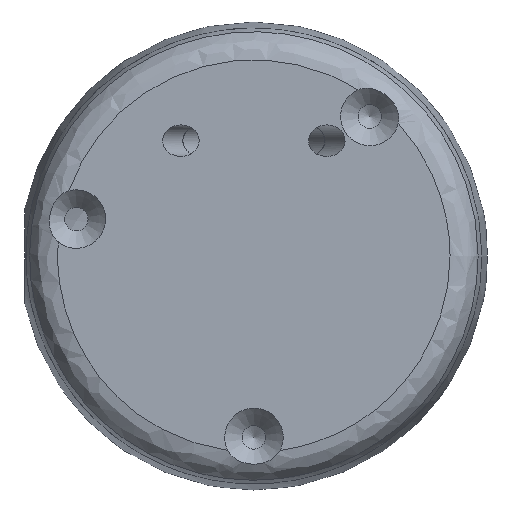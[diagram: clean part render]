
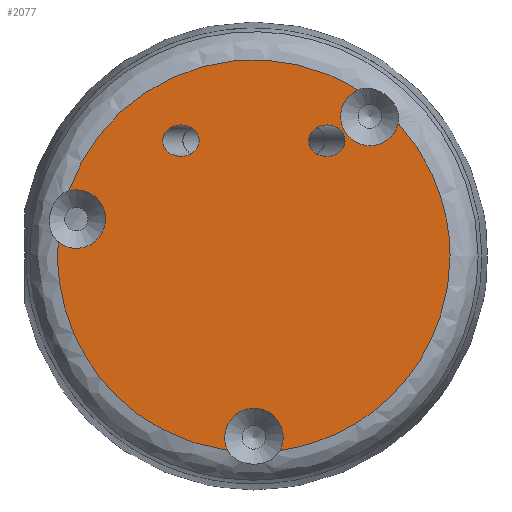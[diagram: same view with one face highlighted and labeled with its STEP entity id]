
A CAD part, front view. The second image highlights one B-rep face of the part: STEP entity #2077.
In plain terms, the highlighted planar face has unit normal (0, -1, 0).
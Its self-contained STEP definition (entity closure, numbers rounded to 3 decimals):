
#35=FACE_BOUND('',#351,.T.);
#36=FACE_BOUND('',#352,.T.);
#55=PLANE('',#2208);
#105=CIRCLE('',#2202,2.5);
#108=CIRCLE('',#2205,2.5);
#110=CIRCLE('',#2209,2.5);
#111=CIRCLE('',#2210,2.5);
#112=CIRCLE('',#2211,2.5);
#157=B_SPLINE_CURVE_WITH_KNOTS('',3,(#3029,#3030,#3031,#3032,#3033,#3034,
#3035,#3036),.UNSPECIFIED.,.F.,.F.,(4,1,1,1,1,4),(-12.093,-11.38,
-10.668,-10.312,-9.599,-9.487),
 .UNSPECIFIED.);
#158=B_SPLINE_CURVE_WITH_KNOTS('',3,(#3038,#3039,#3040,#3041,#3042),
 .UNSPECIFIED.,.F.,.F.,(4,1,4),(-2.04,-1.404,-0.692),
 .UNSPECIFIED.);
#159=B_SPLINE_CURVE_WITH_KNOTS('',3,(#3046,#3047,#3048,#3049,#3050,#3051,
#3052,#3053),.UNSPECIFIED.,.F.,.F.,(4,1,1,1,1,4),(-5.777,-5.324,
-4.967,-3.542,-3.186,-2.527),
 .UNSPECIFIED.);
#160=B_SPLINE_CURVE_WITH_KNOTS('',3,(#3058,#3059,#3060,#3061,#3062,#3063,
#3064,#3065),.UNSPECIFIED.,.F.,.F.,(4,1,1,1,1,4),(-9.001,-8.174,
-7.818,-7.461,-6.392,-6.262),
 .UNSPECIFIED.);
#235=FACE_OUTER_BOUND('',#350,.T.);
#350=EDGE_LOOP('',(#1407,#1408,#1409,#1410,#1411,#1412,#1413,#1414,#1415));
#351=EDGE_LOOP('',(#1416,#1417));
#352=EDGE_LOOP('',(#1418,#1419));
#793=ELLIPSE('',#2192,1.559,1.35);
#794=ELLIPSE('',#2193,1.559,1.35);
#797=ELLIPSE('',#2197,1.559,1.35);
#798=ELLIPSE('',#2198,1.559,1.35);
#846=VERTEX_POINT('',#2963);
#847=VERTEX_POINT('',#2964);
#850=VERTEX_POINT('',#2973);
#851=VERTEX_POINT('',#2974);
#854=VERTEX_POINT('',#2983);
#855=VERTEX_POINT('',#2984);
#856=VERTEX_POINT('',#3015);
#860=VERTEX_POINT('',#3028);
#861=VERTEX_POINT('',#3037);
#862=VERTEX_POINT('',#3043);
#863=VERTEX_POINT('',#3045);
#864=VERTEX_POINT('',#3054);
#865=VERTEX_POINT('',#3056);
#1057=EDGE_CURVE('',#846,#847,#793,.T.);
#1058=EDGE_CURVE('',#847,#846,#794,.T.);
#1062=EDGE_CURVE('',#850,#851,#797,.T.);
#1063=EDGE_CURVE('',#851,#850,#798,.T.);
#1068=EDGE_CURVE('',#856,#854,#105,.T.);
#1072=EDGE_CURVE('',#855,#856,#108,.T.);
#1075=EDGE_CURVE('',#860,#854,#157,.T.);
#1076=EDGE_CURVE('',#861,#860,#158,.T.);
#1077=EDGE_CURVE('',#861,#862,#110,.T.);
#1078=EDGE_CURVE('',#863,#862,#159,.T.);
#1079=EDGE_CURVE('',#863,#864,#111,.T.);
#1080=EDGE_CURVE('',#864,#865,#112,.T.);
#1081=EDGE_CURVE('',#855,#865,#160,.T.);
#1407=ORIENTED_EDGE('',*,*,#1072,.T.);
#1408=ORIENTED_EDGE('',*,*,#1068,.T.);
#1409=ORIENTED_EDGE('',*,*,#1075,.F.);
#1410=ORIENTED_EDGE('',*,*,#1076,.F.);
#1411=ORIENTED_EDGE('',*,*,#1077,.T.);
#1412=ORIENTED_EDGE('',*,*,#1078,.F.);
#1413=ORIENTED_EDGE('',*,*,#1079,.T.);
#1414=ORIENTED_EDGE('',*,*,#1080,.T.);
#1415=ORIENTED_EDGE('',*,*,#1081,.F.);
#1416=ORIENTED_EDGE('',*,*,#1057,.T.);
#1417=ORIENTED_EDGE('',*,*,#1058,.T.);
#1418=ORIENTED_EDGE('',*,*,#1062,.T.);
#1419=ORIENTED_EDGE('',*,*,#1063,.T.);
#2077=ADVANCED_FACE('',(#235,#35,#36),#55,.F.);
#2192=AXIS2_PLACEMENT_3D('',#2965,#2399,#2400);
#2193=AXIS2_PLACEMENT_3D('',#2966,#2401,#2402);
#2197=AXIS2_PLACEMENT_3D('',#2975,#2410,#2411);
#2198=AXIS2_PLACEMENT_3D('',#2976,#2412,#2413);
#2202=AXIS2_PLACEMENT_3D('',#3016,#2421,#2422);
#2205=AXIS2_PLACEMENT_3D('',#3022,#2428,#2429);
#2208=AXIS2_PLACEMENT_3D('',#3027,#2435,#2436);
#2209=AXIS2_PLACEMENT_3D('',#3044,#2437,#2438);
#2210=AXIS2_PLACEMENT_3D('',#3055,#2439,#2440);
#2211=AXIS2_PLACEMENT_3D('',#3057,#2441,#2442);
#2399=DIRECTION('center_axis',(0.,1.,0.));
#2400=DIRECTION('ref_axis',(1.,0.,0.));
#2401=DIRECTION('center_axis',(0.,1.,0.));
#2402=DIRECTION('ref_axis',(1.,0.,0.));
#2410=DIRECTION('center_axis',(0.,1.,0.));
#2411=DIRECTION('ref_axis',(1.,0.,0.));
#2412=DIRECTION('center_axis',(0.,1.,0.));
#2413=DIRECTION('ref_axis',(1.,0.,0.));
#2421=DIRECTION('center_axis',(0.,1.,0.));
#2422=DIRECTION('ref_axis',(0.,0.,-1.));
#2428=DIRECTION('center_axis',(0.,1.,0.));
#2429=DIRECTION('ref_axis',(0.,0.,-1.));
#2435=DIRECTION('center_axis',(0.,1.,0.));
#2436=DIRECTION('ref_axis',(0.,0.,1.));
#2437=DIRECTION('center_axis',(0.,1.,0.));
#2438=DIRECTION('ref_axis',(0.,0.,-1.));
#2439=DIRECTION('center_axis',(0.,1.,0.));
#2440=DIRECTION('ref_axis',(0.,0.,-1.));
#2441=DIRECTION('center_axis',(0.,1.,0.));
#2442=DIRECTION('ref_axis',(0.,0.,-1.));
#2963=CARTESIAN_POINT('',(20.427,-24.5,-3.1));
#2964=CARTESIAN_POINT('',(21.985,-24.5,-4.45));
#2965=CARTESIAN_POINT('Origin',(21.985,-24.5,-3.1));
#2966=CARTESIAN_POINT('Origin',(21.985,-24.5,-3.1));
#2973=CARTESIAN_POINT('',(7.956,-24.5,-3.1));
#2974=CARTESIAN_POINT('',(9.515,-24.5,-4.45));
#2975=CARTESIAN_POINT('Origin',(9.515,-24.5,-3.1));
#2976=CARTESIAN_POINT('Origin',(9.515,-24.5,-3.1));
#2983=CARTESIAN_POINT('',(17.999,-24.5,-29.563));
#2984=CARTESIAN_POINT('',(13.521,-24.5,-29.565));
#3015=CARTESIAN_POINT('',(15.759,-24.5,-25.952));
#3016=CARTESIAN_POINT('Origin',(15.759,-24.5,-28.452));
#3022=CARTESIAN_POINT('Origin',(15.759,-24.5,-28.452));
#3027=CARTESIAN_POINT('Origin',(15.,-24.5,-12.5));
#3028=CARTESIAN_POINT('',(32.52,-24.5,-12.95));
#3029=CARTESIAN_POINT('Ctrl Pts',(32.52,-24.5,-12.95));
#3030=CARTESIAN_POINT('Ctrl Pts',(32.52,-24.5,-15.144));
#3031=CARTESIAN_POINT('Ctrl Pts',(31.611,-24.5,-19.519));
#3032=CARTESIAN_POINT('Ctrl Pts',(28.547,-24.5,-24.192));
#3033=CARTESIAN_POINT('Ctrl Pts',(24.263,-24.5,-27.668));
#3034=CARTESIAN_POINT('Ctrl Pts',(20.845,-24.5,-29.085));
#3035=CARTESIAN_POINT('Ctrl Pts',(18.34,-24.5,-29.514));
#3036=CARTESIAN_POINT('Ctrl Pts',(17.999,-24.5,-29.562));
#3037=CARTESIAN_POINT('',(28.098,-24.5,-1.604));
#3038=CARTESIAN_POINT('Ctrl Pts',(28.098,-24.5,-1.604));
#3039=CARTESIAN_POINT('Ctrl Pts',(29.419,-24.5,-3.047));
#3040=CARTESIAN_POINT('Ctrl Pts',(31.66,-24.5,-6.617));
#3041=CARTESIAN_POINT('Ctrl Pts',(32.52,-24.5,-10.756));
#3042=CARTESIAN_POINT('Ctrl Pts',(32.52,-24.5,-12.95));
#3043=CARTESIAN_POINT('',(24.644,-24.5,1.252));
#3044=CARTESIAN_POINT('Origin',(25.665,-24.5,-1.03));
#3045=CARTESIAN_POINT('',(-0.047,-24.5,-7.376));
#3046=CARTESIAN_POINT('Ctrl Pts',(-0.048,-24.5,-7.376));
#3047=CARTESIAN_POINT('Ctrl Pts',(0.419,-24.5,-6.06));
#3048=CARTESIAN_POINT('Ctrl Pts',(1.537,-24.5,-3.813));
#3049=CARTESIAN_POINT('Ctrl Pts',(5.899,-24.5,1.557));
#3050=CARTESIAN_POINT('Ctrl Pts',(12.458,-24.5,4.273));
#3051=CARTESIAN_POINT('Ctrl Pts',(19.972,-24.5,3.496));
#3052=CARTESIAN_POINT('Ctrl Pts',(22.92,-24.5,2.322));
#3053=CARTESIAN_POINT('Ctrl Pts',(24.644,-24.5,1.252));
#3054=CARTESIAN_POINT('',(0.584,-24.5,-7.295));
#3055=CARTESIAN_POINT('Origin',(0.584,-24.5,-9.795));
#3056=CARTESIAN_POINT('',(-0.975,-24.5,-11.749));
#3057=CARTESIAN_POINT('Origin',(0.584,-24.5,-9.795));
#3058=CARTESIAN_POINT('Ctrl Pts',(13.522,-24.5,-29.566));
#3059=CARTESIAN_POINT('Ctrl Pts',(11.002,-24.5,-29.218));
#3060=CARTESIAN_POINT('Ctrl Pts',(7.508,-24.5,-27.889));
#3061=CARTESIAN_POINT('Ctrl Pts',(3.811,-24.5,-24.889));
#3062=CARTESIAN_POINT('Ctrl Pts',(0.34,-24.5,-20.61));
#3063=CARTESIAN_POINT('Ctrl Pts',(-1.145,-24.5,-15.841));
#3064=CARTESIAN_POINT('Ctrl Pts',(-1.004,-24.5,-12.15));
#3065=CARTESIAN_POINT('Ctrl Pts',(-0.974,-24.5,-11.751));
